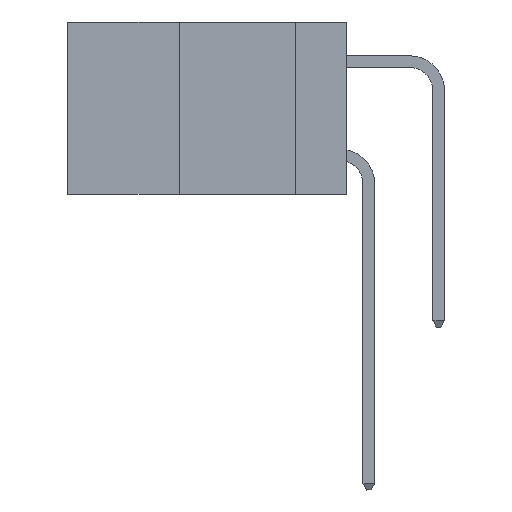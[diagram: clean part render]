
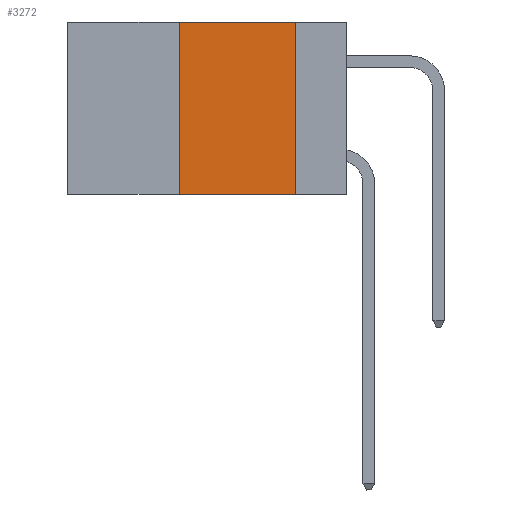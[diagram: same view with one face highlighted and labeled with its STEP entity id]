
A CAD part, left-side view. The second image highlights one B-rep face of the part: STEP entity #3272.
In plain terms, the highlighted planar face has unit normal (-1, 0, 0).
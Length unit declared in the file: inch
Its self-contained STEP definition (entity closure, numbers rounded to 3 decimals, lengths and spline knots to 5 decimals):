
#262 = DIRECTION ( 'NONE',  ( 0., -1., 0. ) ) ;
#582 = CARTESIAN_POINT ( 'NONE',  ( 0., 0.6, 0. ) ) ;
#835 = VERTEX_POINT ( 'NONE', #6190 ) ;
#1215 = DIRECTION ( 'NONE',  ( 0., 0., 1. ) ) ;
#1254 = CARTESIAN_POINT ( 'NONE',  ( 0., 0.11, 0. ) ) ;
#1862 = LINE ( 'NONE', #10792, #2418 ) ;
#2418 = VECTOR ( 'NONE', #6896, 39.37008 ) ;
#2465 = CARTESIAN_POINT ( 'NONE',  ( 0., 0.36, 0. ) ) ;
#2583 = AXIS2_PLACEMENT_3D ( 'NONE', #582, #11834, #8178 ) ;
#2882 = EDGE_LOOP ( 'NONE', ( #16304, #7491, #8477, #12838 ) ) ;
#3235 = CARTESIAN_POINT ( 'NONE',  ( 0., 0.11, -0.37 ) ) ;
#3272 = ADVANCED_FACE ( 'NONE', ( #9337 ), #15621, .F. ) ;
#3594 = CARTESIAN_POINT ( 'NONE',  ( 0., 0.36, 0. ) ) ;
#4125 = CARTESIAN_POINT ( 'NONE',  ( 0., 0.11, 0. ) ) ;
#5340 = VECTOR ( 'NONE', #10112, 39.37008 ) ;
#6190 = CARTESIAN_POINT ( 'NONE',  ( 0., 0.36, -0.37 ) ) ;
#6571 = EDGE_CURVE ( 'NONE', #7123, #6814, #7537, .T. ) ;
#6814 = VERTEX_POINT ( 'NONE', #3235 ) ;
#6896 = DIRECTION ( 'NONE',  ( 0., -1., 0. ) ) ;
#7073 = VECTOR ( 'NONE', #262, 39.37008 ) ;
#7123 = VERTEX_POINT ( 'NONE', #4125 ) ;
#7491 = ORIENTED_EDGE ( 'NONE', *, *, #7730, .F. ) ;
#7513 = EDGE_CURVE ( 'NONE', #835, #14931, #13707, .T. ) ;
#7537 = LINE ( 'NONE', #1254, #5340 ) ;
#7730 = EDGE_CURVE ( 'NONE', #14931, #7123, #1862, .T. ) ;
#8178 = DIRECTION ( 'NONE',  ( 0., 0., -1. ) ) ;
#8477 = ORIENTED_EDGE ( 'NONE', *, *, #7513, .F. ) ;
#9337 = FACE_OUTER_BOUND ( 'NONE', #2882, .T. ) ;
#9736 = EDGE_CURVE ( 'NONE', #835, #6814, #10432, .T. ) ;
#10112 = DIRECTION ( 'NONE',  ( 0., 0., -1. ) ) ;
#10432 = LINE ( 'NONE', #12775, #7073 ) ;
#10792 = CARTESIAN_POINT ( 'NONE',  ( 0., 0.6, 0. ) ) ;
#11834 = DIRECTION ( 'NONE',  ( 1., 0., 0. ) ) ;
#12775 = CARTESIAN_POINT ( 'NONE',  ( 0., 0.6, -0.37 ) ) ;
#12838 = ORIENTED_EDGE ( 'NONE', *, *, #9736, .T. ) ;
#13707 = LINE ( 'NONE', #2465, #14560 ) ;
#14560 = VECTOR ( 'NONE', #1215, 39.37008 ) ;
#14931 = VERTEX_POINT ( 'NONE', #3594 ) ;
#15621 = PLANE ( 'NONE',  #2583 ) ;
#16304 = ORIENTED_EDGE ( 'NONE', *, *, #6571, .F. ) ;
